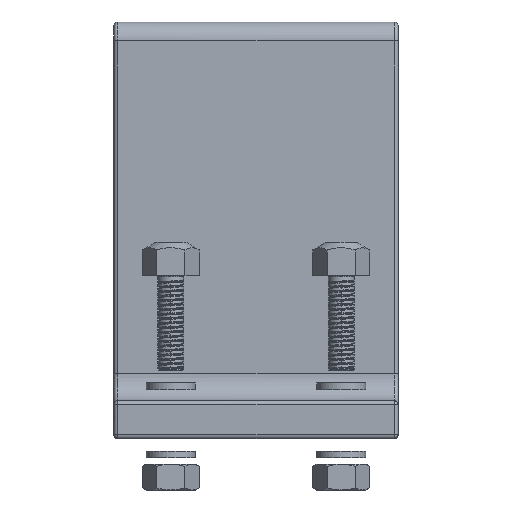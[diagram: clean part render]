
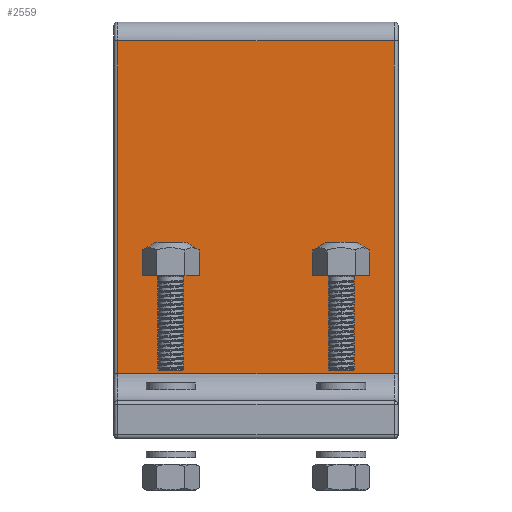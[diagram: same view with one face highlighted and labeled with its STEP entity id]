
A CAD part, left-side view. The second image highlights one B-rep face of the part: STEP entity #2559.
In plain terms, the highlighted free-form (B-spline) face has degree [1, 1] with [2, 2] control points.
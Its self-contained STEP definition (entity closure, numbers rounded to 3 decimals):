
#2531 = EDGE_CURVE('',#2532,#2534,#2536,.T.);
#2532 = VERTEX_POINT('',#2533);
#2533 = CARTESIAN_POINT('',(20.844,-61.699,
    87.546));
#2534 = VERTEX_POINT('',#2535);
#2535 = CARTESIAN_POINT('',(20.844,-0.834,
    87.546));
#2536 = B_SPLINE_CURVE_WITH_KNOTS('',1,(#2537,#2538),.UNSPECIFIED.,.F.,
  .F.,(2,2),(1.,74.),.PIECEWISE_BEZIER_KNOTS.);
#2537 = CARTESIAN_POINT('',(20.844,-61.699,
    87.546));
#2538 = CARTESIAN_POINT('',(20.844,-0.834,
    87.546));
#2559 = ADVANCED_FACE('',(#2560),#2582,.F.);
#2560 = FACE_BOUND('',#2561,.T.);
#2561 = EDGE_LOOP('',(#2562,#2571,#2576,#2577));
#2562 = ORIENTED_EDGE('',*,*,#2563,.F.);
#2563 = EDGE_CURVE('',#2564,#2566,#2568,.T.);
#2564 = VERTEX_POINT('',#2565);
#2565 = CARTESIAN_POINT('',(20.844,-61.699,
    14.279));
#2566 = VERTEX_POINT('',#2567);
#2567 = CARTESIAN_POINT('',(20.844,-0.834,
    14.279));
#2568 = B_SPLINE_CURVE_WITH_KNOTS('',1,(#2569,#2570),.UNSPECIFIED.,.F.,
  .F.,(2,2),(1.,74.),.PIECEWISE_BEZIER_KNOTS.);
#2569 = CARTESIAN_POINT('',(20.844,-61.699,
    14.279));
#2570 = CARTESIAN_POINT('',(20.844,-0.834,
    14.279));
#2571 = ORIENTED_EDGE('',*,*,#2572,.T.);
#2572 = EDGE_CURVE('',#2564,#2532,#2573,.T.);
#2573 = B_SPLINE_CURVE_WITH_KNOTS('',1,(#2574,#2575),.UNSPECIFIED.,.F.,
  .F.,(2,2),(-87.874,0.),.PIECEWISE_BEZIER_KNOTS.);
#2574 = CARTESIAN_POINT('',(20.844,-61.699,
    14.279));
#2575 = CARTESIAN_POINT('',(20.844,-61.699,
    87.546));
#2576 = ORIENTED_EDGE('',*,*,#2531,.T.);
#2577 = ORIENTED_EDGE('',*,*,#2578,.T.);
#2578 = EDGE_CURVE('',#2534,#2566,#2579,.T.);
#2579 = B_SPLINE_CURVE_WITH_KNOTS('',1,(#2580,#2581),.UNSPECIFIED.,.F.,
  .F.,(2,2),(0.,87.874),.PIECEWISE_BEZIER_KNOTS.);
#2580 = CARTESIAN_POINT('',(20.844,-0.834,
    87.546));
#2581 = CARTESIAN_POINT('',(20.844,-0.834,
    14.279));
#2582 = B_SPLINE_SURFACE_WITH_KNOTS('',1,1,(
    (#2583,#2584)
    ,(#2585,#2586
    )),.UNSPECIFIED.,.F.,.F.,.F.,(2,2),(2,2),(0.,87.874),(1.,
    74.),.PIECEWISE_BEZIER_KNOTS.);
#2583 = CARTESIAN_POINT('',(20.844,-61.699,
    87.546));
#2584 = CARTESIAN_POINT('',(20.844,-0.834,
    87.546));
#2585 = CARTESIAN_POINT('',(20.844,-61.699,
    14.279));
#2586 = CARTESIAN_POINT('',(20.844,-0.834,
    14.279));
